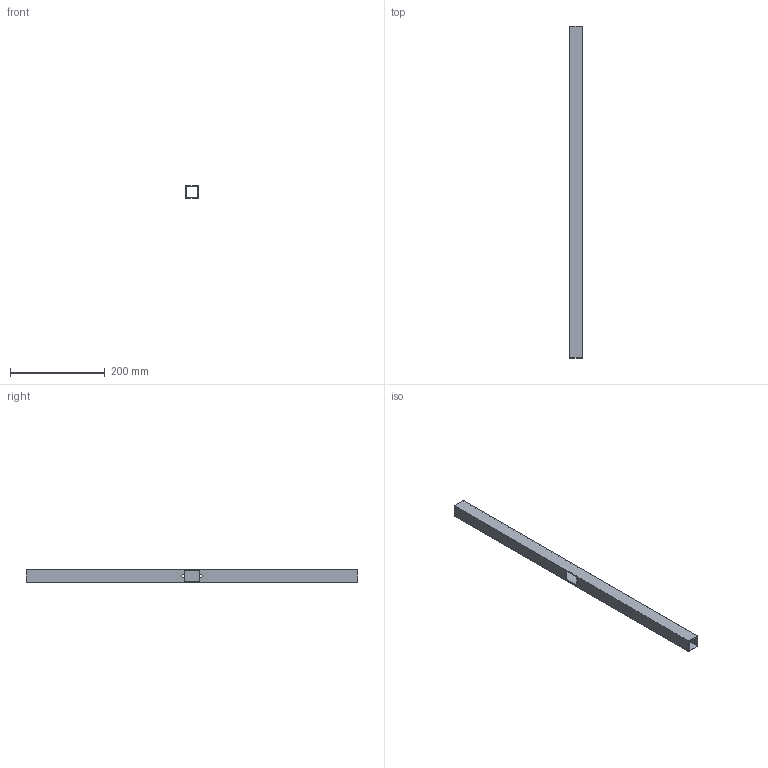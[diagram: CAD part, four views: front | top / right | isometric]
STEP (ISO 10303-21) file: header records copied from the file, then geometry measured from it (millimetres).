
FILE_DESCRIPTION(/* description */ (''),/* implementation_level */ '2;1');
FILE_NAME(/* name */ 'oneWheelRailV1 v5.step',/* time_stamp */ '2020-03-07T14:39:37-08:00',/* author */ (''),/* organization */ (''),/* preprocessor_version */ 'ST-DEVELOPER v18',/* originating_system */ 'Autodesk Translation Framework v8.12.0.6',/* authorisation */ '');
FILE_SCHEMA (('AUTOMOTIVE_DESIGN { 1 0 10303 214 3 1 1 }'));
Length unit declared in the file: millimetre
Products named in the file (1): oneWheelRailV1
Bounding box: 26.99 x 700 x 26.99 mm (x, y, z)
Volume: 111578.1 mm3; surface area: 141198.9 mm2
Topology: 1 solids, 1 shells, 21 faces, 62 edges, 42 vertices
Faces by surface type: plane 17, cylinder 4
Full cylindrical faces by diameter (mm): 6 x4
Entity records: 759 total; most frequent: CARTESIAN_POINT 126, ORIENTED_EDGE 124, DIRECTION 116, EDGE_CURVE 62, LINE 52, VECTOR 52, VERTEX_POINT 42, EDGE_LOOP 32
